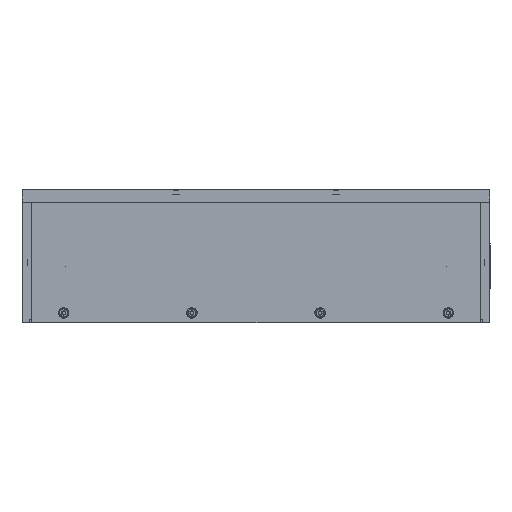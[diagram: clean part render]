
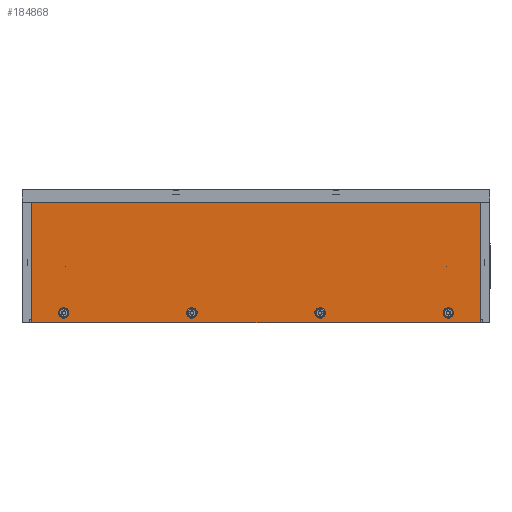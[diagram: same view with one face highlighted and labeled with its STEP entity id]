
A CAD part, left-side view. The second image highlights one B-rep face of the part: STEP entity #184868.
In plain terms, the highlighted face is planar.
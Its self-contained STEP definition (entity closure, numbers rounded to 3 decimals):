
#86800=CIRCLE('',#179669,3.25);
#86801=CIRCLE('',#179670,3.25);
#86802=CIRCLE('',#179671,3.25);
#86803=CIRCLE('',#179672,3.25);
#101362=ORIENTED_EDGE('',*,*,#122602,.T.);
#101363=ORIENTED_EDGE('',*,*,#122609,.T.);
#101364=ORIENTED_EDGE('',*,*,#122610,.T.);
#101365=ORIENTED_EDGE('',*,*,#122604,.T.);
#101366=ORIENTED_EDGE('',*,*,#122611,.F.);
#101367=ORIENTED_EDGE('',*,*,#122612,.F.);
#101368=ORIENTED_EDGE('',*,*,#122613,.F.);
#101369=ORIENTED_EDGE('',*,*,#122614,.F.);
#106145=VECTOR('',#148102,1.);
#106146=VECTOR('',#148107,1.);
#106149=VECTOR('',#148116,1.);
#106150=VECTOR('',#148117,1.);
#109628=LINE('',#171490,#106145);
#109629=LINE('',#171495,#106146);
#109632=LINE('',#171505,#106149);
#109633=LINE('',#171506,#106150);
#114871=VERTEX_POINT('',#171480);
#114875=VERTEX_POINT('',#171488);
#114877=VERTEX_POINT('',#171494);
#114881=VERTEX_POINT('',#171504);
#114882=VERTEX_POINT('',#171507);
#114883=VERTEX_POINT('',#171509);
#114884=VERTEX_POINT('',#171511);
#114885=VERTEX_POINT('',#171513);
#122602=EDGE_CURVE('',#114871,#114875,#109628,.T.);
#122604=EDGE_CURVE('',#114877,#114871,#109629,.T.);
#122609=EDGE_CURVE('',#114875,#114881,#109632,.T.);
#122610=EDGE_CURVE('',#114881,#114877,#109633,.T.);
#122611=EDGE_CURVE('',#114882,#114882,#86800,.T.);
#122612=EDGE_CURVE('',#114883,#114883,#86801,.T.);
#122613=EDGE_CURVE('',#114884,#114884,#86802,.T.);
#122614=EDGE_CURVE('',#114885,#114885,#86803,.T.);
#127282=EDGE_LOOP('',(#101362,#101363,#101364,#101365));
#127283=EDGE_LOOP('',(#101366));
#127284=EDGE_LOOP('',(#101367));
#127285=EDGE_LOOP('',(#101368));
#127286=EDGE_LOOP('',(#101369));
#131855=FACE_BOUND('',#127282,.T.);
#131856=FACE_BOUND('',#127283,.T.);
#131857=FACE_BOUND('',#127284,.T.);
#131858=FACE_BOUND('',#127285,.T.);
#131859=FACE_BOUND('',#127286,.T.);
#148102=DIRECTION('',(0.,-75.,0.));
#148107=DIRECTION('',(-280.,0.,0.));
#148114=DIRECTION('',(0.,0.,1.));
#148115=DIRECTION('',(0.,-1.,0.));
#148116=DIRECTION('',(280.,0.,0.));
#148117=DIRECTION('',(0.,75.,0.));
#148118=DIRECTION('',(0.,0.,1.));
#148119=DIRECTION('',(0.,-3.25,0.));
#148120=DIRECTION('',(0.,0.,1.));
#148121=DIRECTION('',(0.,-3.25,0.));
#148122=DIRECTION('',(0.,0.,1.));
#148123=DIRECTION('',(0.,-3.25,0.));
#148124=DIRECTION('',(0.,0.,1.));
#148125=DIRECTION('',(0.,-3.25,0.));
#171480=CARTESIAN_POINT('',(0.,75.,6.));
#171488=CARTESIAN_POINT('',(0.,0.,6.));
#171490=CARTESIAN_POINT('',(0.,75.,6.));
#171494=CARTESIAN_POINT('',(280.,75.,6.));
#171495=CARTESIAN_POINT('',(280.,75.,6.));
#171503=CARTESIAN_POINT('',(0.,75.,6.));
#171504=CARTESIAN_POINT('',(280.,0.,6.));
#171505=CARTESIAN_POINT('',(0.,0.,6.));
#171506=CARTESIAN_POINT('',(280.,0.,6.));
#171507=CARTESIAN_POINT('',(20.,2.75,6.));
#171508=CARTESIAN_POINT('',(20.,6.,6.));
#171509=CARTESIAN_POINT('',(100.,2.75,6.));
#171510=CARTESIAN_POINT('',(100.,6.,6.));
#171511=CARTESIAN_POINT('',(180.,2.75,6.));
#171512=CARTESIAN_POINT('',(180.,6.,6.));
#171513=CARTESIAN_POINT('',(260.,2.75,6.));
#171514=CARTESIAN_POINT('',(260.,6.,6.));
#179668=AXIS2_PLACEMENT_3D('',#171503,#148114,#148115);
#179669=AXIS2_PLACEMENT_3D('',#171508,#148118,#148119);
#179670=AXIS2_PLACEMENT_3D('',#171510,#148120,#148121);
#179671=AXIS2_PLACEMENT_3D('',#171512,#148122,#148123);
#179672=AXIS2_PLACEMENT_3D('',#171514,#148124,#148125);
#181757=PLANE('',#179668);
#184868=ADVANCED_FACE('',(#131855,#131856,#131857,#131858,#131859),#181757,
 .T.);
